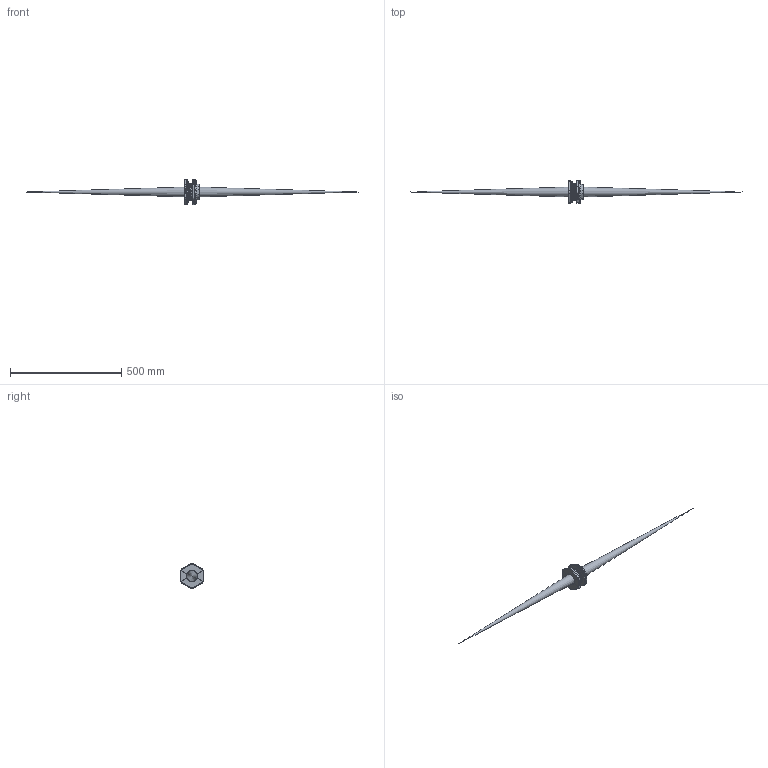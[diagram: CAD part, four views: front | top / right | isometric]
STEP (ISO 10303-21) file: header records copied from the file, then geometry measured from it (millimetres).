
FILE_DESCRIPTION(/* description */ ('1-1/2" POLY TANK FLANGE - FKM'),/* implementation_level */ '2;1');
FILE_NAME(/* name */ 'TF150V.stp',/* time_stamp */ '2020-08-13T15:44:22-04:00',/* author */ ('MJC'),/* organization */ (''),/* preprocessor_version */ 'ST-DEVELOPER v17.2',/* originating_system */ 'Autodesk Inventor 2019',/* authorisation */ '');
FILE_SCHEMA (('AUTOMOTIVE_DESIGN { 1 0 10303 214 3 1 1 }'));
Length unit declared in the file: inch
Products named in the file (5): TF150V; TF151; TF153; TF153X; 300GV
Assembly tree (4 placements, depth 3):
  TF150V
    TF151
    TF153
      TF153X
    300GV
Bounding box: 1489.17 x 101.09 x 112.61 mm (x, y, z)
Volume: 305520.8 mm3; surface area: 308918.4 mm2
Topology: 3 solids, 3 shells, 848 faces, 2247 edges, 1462 vertices
Faces by surface type: plane 508, bspline 161, cylinder 100, cone 36, torus 31, sphere 12
Full cylindrical faces by diameter (mm): 42.926 x1, 70.612 x9, 71.298 x3, 75.438 x8, 75.692 x1, 76.2 x7, 94.463 x1, 99.822 x1
Entity records: 35766 total; most frequent: CARTESIAN_POINT 15768, ORIENTED_EDGE 4478, DIRECTION 3408, EDGE_CURVE 2239, LINE 1554, VECTOR 1554, VERTEX_POINT 1458, AXIS2_PLACEMENT_3D 927
